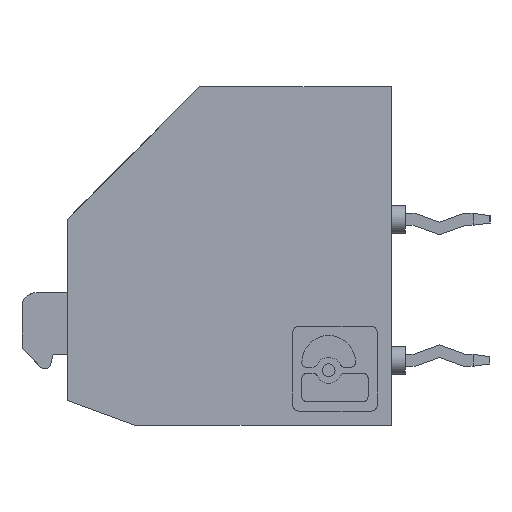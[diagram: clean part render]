
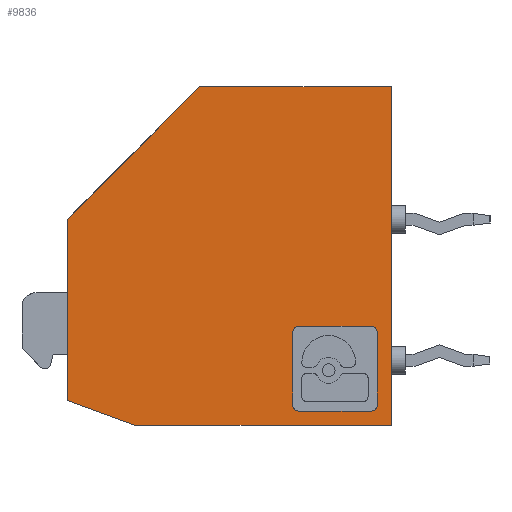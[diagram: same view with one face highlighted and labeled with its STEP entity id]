
A CAD part, left-side view. The second image highlights one B-rep face of the part: STEP entity #9836.
In plain terms, the highlighted planar face has unit normal (-1, 0, 0).
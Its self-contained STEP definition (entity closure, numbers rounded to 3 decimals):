
#194 = VECTOR ( 'NONE', #23014, 1000. ) ;
#269 = ORIENTED_EDGE ( 'NONE', *, *, #18668, .F. ) ;
#458 = CARTESIAN_POINT ( 'NONE',  ( -30.75, 0.711, -5.5 ) ) ;
#459 = EDGE_CURVE ( 'NONE', #19982, #22989, #10157, .T. ) ;
#522 = DIRECTION ( 'NONE',  ( 0., 0., 1. ) ) ;
#626 = CARTESIAN_POINT ( 'NONE',  ( -30.75, 0., -6. ) ) ;
#693 = DIRECTION ( 'NONE',  ( 0., -1., 0. ) ) ;
#1269 = DIRECTION ( 'NONE',  ( 0., -0.94, -0.342 ) ) ;
#2650 = ORIENTED_EDGE ( 'NONE', *, *, #23736, .T. ) ;
#3087 = EDGE_CURVE ( 'NONE', #7664, #22536, #10668, .T. ) ;
#3168 = LINE ( 'NONE', #14864, #11609 ) ;
#3474 = CARTESIAN_POINT ( 'NONE',  ( -30.75, 3.5, -6. ) ) ;
#3917 = VERTEX_POINT ( 'NONE', #10665 ) ;
#4182 = ORIENTED_EDGE ( 'NONE', *, *, #20653, .F. ) ;
#4370 = CARTESIAN_POINT ( 'NONE',  ( -30.75, 3.289, -2.5 ) ) ;
#4524 = CARTESIAN_POINT ( 'NONE',  ( -30.75, 0.711, -2.711 ) ) ;
#4942 = ORIENTED_EDGE ( 'NONE', *, *, #14803, .T. ) ;
#4991 = CARTESIAN_POINT ( 'NONE',  ( -30.75, 9.1, -6. ) ) ;
#5107 = LINE ( 'NONE', #12703, #17531 ) ;
#5485 = CARTESIAN_POINT ( 'NONE',  ( -30.75, 3.289, -5.289 ) ) ;
#5841 = DIRECTION ( 'NONE',  ( -1., 0., 0. ) ) ;
#6047 = LINE ( 'NONE', #11412, #16459 ) ;
#6142 = EDGE_CURVE ( 'NONE', #19062, #15096, #23583, .T. ) ;
#6246 = CARTESIAN_POINT ( 'NONE',  ( -30.75, 18.8, -6. ) ) ;
#6301 = AXIS2_PLACEMENT_3D ( 'NONE', #10245, #13965, #17693 ) ;
#6362 = VERTEX_POINT ( 'NONE', #20223 ) ;
#6545 = LINE ( 'NONE', #16705, #18766 ) ;
#7664 = VERTEX_POINT ( 'NONE', #458 ) ;
#7870 = CARTESIAN_POINT ( 'NONE',  ( -30.75, 0.5, -6. ) ) ;
#7937 = CARTESIAN_POINT ( 'NONE',  ( -30.75, 0., 5.739 ) ) ;
#9732 = CARTESIAN_POINT ( 'NONE',  ( -30.75, 0., 6. ) ) ;
#9836 = ADVANCED_FACE ( 'NONE', ( #22841, #19381 ), #20995, .T. ) ;
#9997 = CARTESIAN_POINT ( 'NONE',  ( -30.75, 3.289, -2.711 ) ) ;
#10132 = DIRECTION ( 'NONE',  ( -1., 0., 0. ) ) ;
#10157 = CIRCLE ( 'NONE', #20865, 0.211 ) ;
#10245 = CARTESIAN_POINT ( 'NONE',  ( -30.75, 0.711, -5.289 ) ) ;
#10250 = EDGE_LOOP ( 'NONE', ( #2650, #17337, #22103, #14116, #269, #23528 ) ) ;
#10256 = DIRECTION ( 'NONE',  ( 0., 0., 1. ) ) ;
#10292 = CARTESIAN_POINT ( 'NONE',  ( -30.75, 6.8, 6. ) ) ;
#10386 = VECTOR ( 'NONE', #15783, 1000. ) ;
#10393 = CARTESIAN_POINT ( 'NONE',  ( -30.75, 0., -6. ) ) ;
#10581 = DIRECTION ( 'NONE',  ( 0., 0., 1. ) ) ;
#10621 = ORIENTED_EDGE ( 'NONE', *, *, #6142, .F. ) ;
#10665 = CARTESIAN_POINT ( 'NONE',  ( -30.75, 11.5, 1.3 ) ) ;
#10668 = CIRCLE ( 'NONE', #6301, 0.211 ) ;
#10821 = VERTEX_POINT ( 'NONE', #9732 ) ;
#10887 = DIRECTION ( 'NONE',  ( 0., -1., 0. ) ) ;
#11004 = AXIS2_PLACEMENT_3D ( 'NONE', #4524, #10132, #10256 ) ;
#11053 = CARTESIAN_POINT ( 'NONE',  ( -30.75, 0.5, -5.289 ) ) ;
#11412 = CARTESIAN_POINT ( 'NONE',  ( -30.75, 0., -5.5 ) ) ;
#11609 = VECTOR ( 'NONE', #10887, 1000. ) ;
#11850 = DIRECTION ( 'NONE',  ( 0., -0.707, 0.707 ) ) ;
#11980 = LINE ( 'NONE', #6246, #20839 ) ;
#12256 = ORIENTED_EDGE ( 'NONE', *, *, #18731, .T. ) ;
#12263 = VERTEX_POINT ( 'NONE', #626 ) ;
#12431 = VECTOR ( 'NONE', #20143, 1000. ) ;
#12485 = VERTEX_POINT ( 'NONE', #4991 ) ;
#12679 = EDGE_CURVE ( 'NONE', #12485, #12263, #14037, .T. ) ;
#12703 = CARTESIAN_POINT ( 'NONE',  ( -30.75, 11.5, -6. ) ) ;
#12856 = CARTESIAN_POINT ( 'NONE',  ( -30.75, 0., -9.312 ) ) ;
#12933 = VECTOR ( 'NONE', #1269, 1000. ) ;
#12967 = ORIENTED_EDGE ( 'NONE', *, *, #23268, .T. ) ;
#13310 = EDGE_CURVE ( 'NONE', #6362, #3917, #5107, .T. ) ;
#13442 = DIRECTION ( 'NONE',  ( 0., 0., 1. ) ) ;
#13537 = DIRECTION ( 'NONE',  ( -1., 0., 0. ) ) ;
#13624 = EDGE_CURVE ( 'NONE', #22849, #10821, #3168, .T. ) ;
#13816 = VERTEX_POINT ( 'NONE', #14599 ) ;
#13965 = DIRECTION ( 'NONE',  ( -1., 0., 0. ) ) ;
#14037 = LINE ( 'NONE', #16017, #10386 ) ;
#14116 = ORIENTED_EDGE ( 'NONE', *, *, #13624, .F. ) ;
#14599 = CARTESIAN_POINT ( 'NONE',  ( -30.75, 0.711, -2.5 ) ) ;
#14698 = AXIS2_PLACEMENT_3D ( 'NONE', #7937, #13537, #15148 ) ;
#14803 = EDGE_CURVE ( 'NONE', #19982, #13816, #6545, .T. ) ;
#14864 = CARTESIAN_POINT ( 'NONE',  ( -30.75, 0., 6. ) ) ;
#15096 = VERTEX_POINT ( 'NONE', #18301 ) ;
#15148 = DIRECTION ( 'NONE',  ( 0., 0., 1. ) ) ;
#15783 = DIRECTION ( 'NONE',  ( 0., -1., 0. ) ) ;
#16017 = CARTESIAN_POINT ( 'NONE',  ( -30.75, 0., -6. ) ) ;
#16454 = EDGE_CURVE ( 'NONE', #19062, #22989, #20505, .T. ) ;
#16459 = VECTOR ( 'NONE', #18994, 1000. ) ;
#16705 = CARTESIAN_POINT ( 'NONE',  ( -30.75, 0., -2.5 ) ) ;
#16919 = CARTESIAN_POINT ( 'NONE',  ( -30.75, 3.5, -5.289 ) ) ;
#16922 = VECTOR ( 'NONE', #17961, 1000. ) ;
#17227 = ORIENTED_EDGE ( 'NONE', *, *, #3087, .F. ) ;
#17337 = ORIENTED_EDGE ( 'NONE', *, *, #12679, .T. ) ;
#17531 = VECTOR ( 'NONE', #10581, 1000. ) ;
#17570 = DIRECTION ( 'NONE',  ( -1., 0., 0. ) ) ;
#17680 = LINE ( 'NONE', #7870, #194 ) ;
#17693 = DIRECTION ( 'NONE',  ( 0., 0., 1. ) ) ;
#17961 = DIRECTION ( 'NONE',  ( 0., 0., 1. ) ) ;
#18065 = EDGE_LOOP ( 'NONE', ( #4182, #12256, #17227, #12967, #10621, #19051, #20259, #4942 ) ) ;
#18301 = CARTESIAN_POINT ( 'NONE',  ( -30.75, 3.289, -5.5 ) ) ;
#18589 = CARTESIAN_POINT ( 'NONE',  ( -30.75, 0.5, -2.711 ) ) ;
#18668 = EDGE_CURVE ( 'NONE', #3917, #22849, #11980, .T. ) ;
#18731 = EDGE_CURVE ( 'NONE', #20376, #22536, #17680, .T. ) ;
#18766 = VECTOR ( 'NONE', #693, 1000. ) ;
#18994 = DIRECTION ( 'NONE',  ( 0., 1., 0. ) ) ;
#19051 = ORIENTED_EDGE ( 'NONE', *, *, #16454, .T. ) ;
#19062 = VERTEX_POINT ( 'NONE', #16919 ) ;
#19381 = FACE_OUTER_BOUND ( 'NONE', #10250, .T. ) ;
#19571 = EDGE_CURVE ( 'NONE', #12263, #10821, #19840, .T. ) ;
#19840 = LINE ( 'NONE', #10393, #16922 ) ;
#19982 = VERTEX_POINT ( 'NONE', #4370 ) ;
#20143 = DIRECTION ( 'NONE',  ( 0., 0., 1. ) ) ;
#20223 = CARTESIAN_POINT ( 'NONE',  ( -30.75, 11.5, -5.126 ) ) ;
#20259 = ORIENTED_EDGE ( 'NONE', *, *, #459, .F. ) ;
#20376 = VERTEX_POINT ( 'NONE', #18589 ) ;
#20505 = LINE ( 'NONE', #3474, #12431 ) ;
#20653 = EDGE_CURVE ( 'NONE', #20376, #13816, #22505, .T. ) ;
#20839 = VECTOR ( 'NONE', #11850, 1000. ) ;
#20865 = AXIS2_PLACEMENT_3D ( 'NONE', #9997, #17570, #522 ) ;
#20995 = PLANE ( 'NONE',  #14698 ) ;
#22103 = ORIENTED_EDGE ( 'NONE', *, *, #19571, .T. ) ;
#22400 = AXIS2_PLACEMENT_3D ( 'NONE', #5485, #5841, #13442 ) ;
#22505 = CIRCLE ( 'NONE', #11004, 0.211 ) ;
#22536 = VERTEX_POINT ( 'NONE', #11053 ) ;
#22802 = CARTESIAN_POINT ( 'NONE',  ( -30.75, 3.5, -2.711 ) ) ;
#22841 = FACE_BOUND ( 'NONE', #18065, .T. ) ;
#22849 = VERTEX_POINT ( 'NONE', #10292 ) ;
#22989 = VERTEX_POINT ( 'NONE', #22802 ) ;
#23014 = DIRECTION ( 'NONE',  ( 0., 0., -1. ) ) ;
#23268 = EDGE_CURVE ( 'NONE', #7664, #15096, #6047, .T. ) ;
#23528 = ORIENTED_EDGE ( 'NONE', *, *, #13310, .F. ) ;
#23583 = CIRCLE ( 'NONE', #22400, 0.211 ) ;
#23666 = LINE ( 'NONE', #12856, #12933 ) ;
#23736 = EDGE_CURVE ( 'NONE', #6362, #12485, #23666, .T. ) ;
